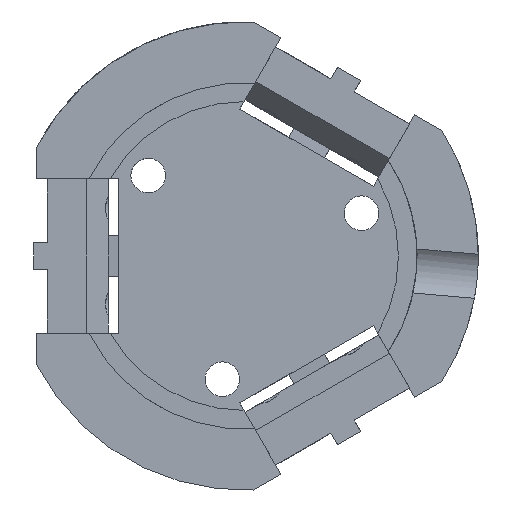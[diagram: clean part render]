
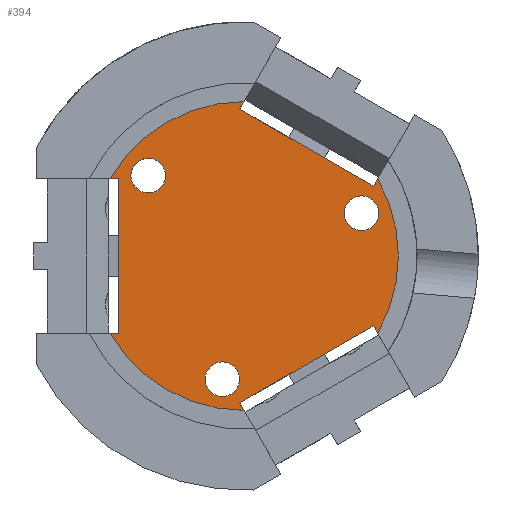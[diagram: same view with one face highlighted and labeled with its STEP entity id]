
A CAD part, front view. The second image highlights one B-rep face of the part: STEP entity #394.
In plain terms, the highlighted planar face has unit normal (0, -1, 0).
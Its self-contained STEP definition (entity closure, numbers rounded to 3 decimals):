
#394 = ADVANCED_FACE( '', ( #889, #890, #891, #892 ), #893, .F. );
#889 = FACE_BOUND( '', #1580, .T. );
#890 = FACE_BOUND( '', #1581, .T. );
#891 = FACE_BOUND( '', #1582, .T. );
#892 = FACE_OUTER_BOUND( '', #1583, .T. );
#893 = PLANE( '', #1584 );
#1580 = EDGE_LOOP( '', ( #2417 ) );
#1581 = EDGE_LOOP( '', ( #2418 ) );
#1582 = EDGE_LOOP( '', ( #2419 ) );
#1583 = EDGE_LOOP( '', ( #2420, #2421, #2422, #2423, #2424, #2425, #2426, #2427, #2428, #2429, #2430, #2431 ) );
#1584 = AXIS2_PLACEMENT_3D( '', #2432, #2433, #2434 );
#2417 = ORIENTED_EDGE( '', *, *, #3986, .F. );
#2418 = ORIENTED_EDGE( '', *, *, #3965, .F. );
#2419 = ORIENTED_EDGE( '', *, *, #3987, .F. );
#2420 = ORIENTED_EDGE( '', *, *, #3988, .T. );
#2421 = ORIENTED_EDGE( '', *, *, #3989, .T. );
#2422 = ORIENTED_EDGE( '', *, *, #3990, .T. );
#2423 = ORIENTED_EDGE( '', *, *, #3991, .T. );
#2424 = ORIENTED_EDGE( '', *, *, #3992, .T. );
#2425 = ORIENTED_EDGE( '', *, *, #3993, .T. );
#2426 = ORIENTED_EDGE( '', *, *, #3994, .T. );
#2427 = ORIENTED_EDGE( '', *, *, #3995, .T. );
#2428 = ORIENTED_EDGE( '', *, *, #3912, .T. );
#2429 = ORIENTED_EDGE( '', *, *, #3996, .T. );
#2430 = ORIENTED_EDGE( '', *, *, #3997, .T. );
#2431 = ORIENTED_EDGE( '', *, *, #3998, .T. );
#2432 = CARTESIAN_POINT( '', ( 0., 2.5, -29. ) );
#2433 = DIRECTION( '', ( 0., 1., 0. ) );
#2434 = DIRECTION( '', ( 0., 0., 1. ) );
#3912 = EDGE_CURVE( '', #4632, #4633, #4634, .T. );
#3965 = EDGE_CURVE( '', #4727, #4727, #4728, .F. );
#3986 = EDGE_CURVE( '', #4764, #4764, #4765, .F. );
#3987 = EDGE_CURVE( '', #4766, #4766, #4767, .F. );
#3988 = EDGE_CURVE( '', #4768, #4769, #4770, .T. );
#3989 = EDGE_CURVE( '', #4769, #4771, #4772, .T. );
#3990 = EDGE_CURVE( '', #4771, #4773, #4774, .T. );
#3991 = EDGE_CURVE( '', #4773, #4775, #4776, .T. );
#3992 = EDGE_CURVE( '', #4775, #4777, #4778, .T. );
#3993 = EDGE_CURVE( '', #4777, #4779, #4780, .T. );
#3994 = EDGE_CURVE( '', #4779, #4781, #4782, .T. );
#3995 = EDGE_CURVE( '', #4781, #4632, #4783, .T. );
#3996 = EDGE_CURVE( '', #4633, #4784, #4785, .T. );
#3997 = EDGE_CURVE( '', #4784, #4786, #4787, .T. );
#3998 = EDGE_CURVE( '', #4786, #4768, #4788, .T. );
#4632 = VERTEX_POINT( '', #5805 );
#4633 = VERTEX_POINT( '', #5806 );
#4634 = CIRCLE( '', #5807, 29. );
#4727 = VERTEX_POINT( '', #5931 );
#4728 = CIRCLE( '', #5932, 3.25 );
#4764 = VERTEX_POINT( '', #5980 );
#4765 = CIRCLE( '', #5981, 3.25 );
#4766 = VERTEX_POINT( '', #5982 );
#4767 = CIRCLE( '', #5983, 3.25 );
#4768 = VERTEX_POINT( '', #5984 );
#4769 = VERTEX_POINT( '', #5985 );
#4770 = CIRCLE( '', #5986, 29. );
#4771 = VERTEX_POINT( '', #5987 );
#4772 = LINE( '', #5988, #5989 );
#4773 = VERTEX_POINT( '', #5990 );
#4774 = LINE( '', #5991, #5992 );
#4775 = VERTEX_POINT( '', #5993 );
#4776 = LINE( '', #5994, #5995 );
#4777 = VERTEX_POINT( '', #5996 );
#4778 = CIRCLE( '', #5997, 29. );
#4779 = VERTEX_POINT( '', #5998 );
#4780 = LINE( '', #5999, #6000 );
#4781 = VERTEX_POINT( '', #6001 );
#4782 = LINE( '', #6002, #6003 );
#4783 = LINE( '', #6004, #6005 );
#4784 = VERTEX_POINT( '', #6006 );
#4785 = LINE( '', #6007, #6008 );
#4786 = VERTEX_POINT( '', #6009 );
#4787 = LINE( '', #6010, #6011 );
#4788 = LINE( '', #6012, #6013 );
#5805 = CARTESIAN_POINT( '', ( 25.115, 2.5, -14.5 ) );
#5806 = CARTESIAN_POINT( '', ( 25.115, 2.5, 14.5 ) );
#5807 = AXIS2_PLACEMENT_3D( '', #7279, #7280, #7281 );
#5931 = CARTESIAN_POINT( '', ( -4.08, 2.5, -19.89 ) );
#5932 = AXIS2_PLACEMENT_3D( '', #7352, #7353, #7354 );
#5980 = CARTESIAN_POINT( '', ( -18., 2.5, 18.35 ) );
#5981 = AXIS2_PLACEMENT_3D( '', #7379, #7380, #7381 );
#5982 = CARTESIAN_POINT( '', ( 22.08, 2.5, 11.29 ) );
#5983 = AXIS2_PLACEMENT_3D( '', #7382, #7383, #7384 );
#5984 = CARTESIAN_POINT( '', ( 0., 2.5, 29. ) );
#5985 = CARTESIAN_POINT( '', ( -25.115, 2.5, 14.5 ) );
#5986 = AXIS2_PLACEMENT_3D( '', #7385, #7386, #7387 );
#5987 = CARTESIAN_POINT( '', ( -23.5, 2.5, 14.5 ) );
#5988 = CARTESIAN_POINT( '', ( 0., 2.5, 14.5 ) );
#5989 = VECTOR( '', #7388, 1000. );
#5990 = CARTESIAN_POINT( '', ( -23.5, 2.5, -14.5 ) );
#5991 = CARTESIAN_POINT( '', ( -23.5, 2.5, -29. ) );
#5992 = VECTOR( '', #7389, 1000. );
#5993 = CARTESIAN_POINT( '', ( -25.115, 2.5, -14.5 ) );
#5994 = CARTESIAN_POINT( '', ( 0., 2.5, -14.5 ) );
#5995 = VECTOR( '', #7390, 1000. );
#5996 = CARTESIAN_POINT( '', ( 0., 2.5, -29. ) );
#5997 = AXIS2_PLACEMENT_3D( '', #7391, #7392, #7393 );
#5998 = CARTESIAN_POINT( '', ( -0.807, 2.5, -27.602 ) );
#5999 = CARTESIAN_POINT( '', ( 0., 2.5, -29. ) );
#6000 = VECTOR( '', #7394, 1000. );
#6001 = CARTESIAN_POINT( '', ( 24.307, 2.5, -13.102 ) );
#6002 = CARTESIAN_POINT( '', ( -0.807, 2.5, -27.602 ) );
#6003 = VECTOR( '', #7395, 1000. );
#6004 = CARTESIAN_POINT( '', ( 25.115, 2.5, -14.5 ) );
#6005 = VECTOR( '', #7396, 1000. );
#6006 = CARTESIAN_POINT( '', ( 24.307, 2.5, 13.102 ) );
#6007 = CARTESIAN_POINT( '', ( 0., 2.5, -29. ) );
#6008 = VECTOR( '', #7397, 1000. );
#6009 = CARTESIAN_POINT( '', ( -0.807, 2.5, 27.602 ) );
#6010 = CARTESIAN_POINT( '', ( 24.307, 2.5, 13.102 ) );
#6011 = VECTOR( '', #7398, 1000. );
#6012 = CARTESIAN_POINT( '', ( -25.115, 2.5, -14.5 ) );
#6013 = VECTOR( '', #7399, 1000. );
#7279 = CARTESIAN_POINT( '', ( 0., 2.5, 0. ) );
#7280 = DIRECTION( '', ( 0., -1., 0. ) );
#7281 = DIRECTION( '', ( 0., 0., -1. ) );
#7352 = CARTESIAN_POINT( '', ( -4.08, 2.5, -23.14 ) );
#7353 = DIRECTION( '', ( 0., 1., 0. ) );
#7354 = DIRECTION( '', ( 0., 0., 1. ) );
#7379 = CARTESIAN_POINT( '', ( -18., 2.5, 15.1 ) );
#7380 = DIRECTION( '', ( 0., 1., 0. ) );
#7381 = DIRECTION( '', ( 0., 0., 1. ) );
#7382 = CARTESIAN_POINT( '', ( 22.08, 2.5, 8.04 ) );
#7383 = DIRECTION( '', ( 0., 1., 0. ) );
#7384 = DIRECTION( '', ( 0., 0., 1. ) );
#7385 = CARTESIAN_POINT( '', ( 0., 2.5, 0. ) );
#7386 = DIRECTION( '', ( 0., -1., 0. ) );
#7387 = DIRECTION( '', ( 0., 0., -1. ) );
#7388 = DIRECTION( '', ( 1., 0., 0. ) );
#7389 = DIRECTION( '', ( 0., 0., -1. ) );
#7390 = DIRECTION( '', ( -1., 0., 0. ) );
#7391 = CARTESIAN_POINT( '', ( 0., 2.5, 0. ) );
#7392 = DIRECTION( '', ( 0., -1., 0. ) );
#7393 = DIRECTION( '', ( 0., 0., -1. ) );
#7394 = DIRECTION( '', ( -0.5, 0., 0.866 ) );
#7395 = DIRECTION( '', ( 0.866, 0., 0.5 ) );
#7396 = DIRECTION( '', ( 0.5, 0., -0.866 ) );
#7397 = DIRECTION( '', ( -0.5, 0., -0.866 ) );
#7398 = DIRECTION( '', ( -0.866, 0., 0.5 ) );
#7399 = DIRECTION( '', ( 0.5, 0., 0.866 ) );
